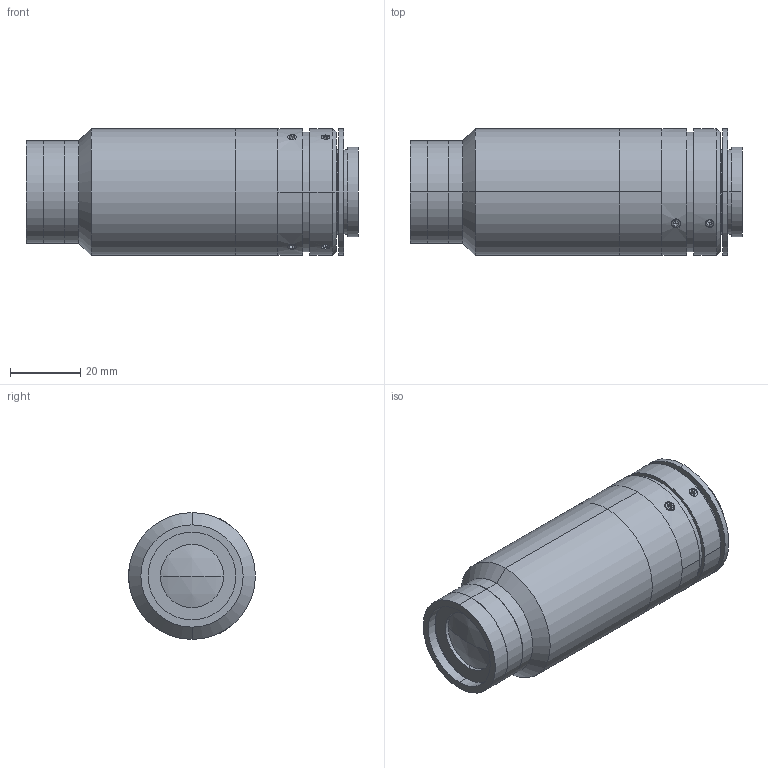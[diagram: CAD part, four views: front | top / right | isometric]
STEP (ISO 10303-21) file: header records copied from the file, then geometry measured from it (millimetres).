
FILE_DESCRIPTION (( 'STEP AP203' ), '1' );
FILE_NAME ('XF-MH015X554.STEP', '2024-08-06T09:15:03', ( '' ), ( '' ), 'SwSTEP 2.0', 'SolidWorks 2022', '' );
FILE_SCHEMA (( 'CONFIG_CONTROL_DESIGN' ));
Length unit declared in the file: millimetre
Products named in the file (1): XF-MH015X554
Bounding box: 94.21 x 36 x 36 mm (x, y, z)
Surface area: 14609.9 mm2 (no closed solid volume)
Topology: 0 solids, 17 shells, 124 faces, 340 edges, 224 vertices
Faces by surface type: plane 64, cylinder 38, cone 20, sphere 2
Entity records: 4240 total; most frequent: CARTESIAN_POINT 1023, DIRECTION 695, ORIENTED_EDGE 554, EDGE_CURVE 332, AXIS2_PLACEMENT_3D 256, VERTEX_POINT 224, LINE 183, VECTOR 183
